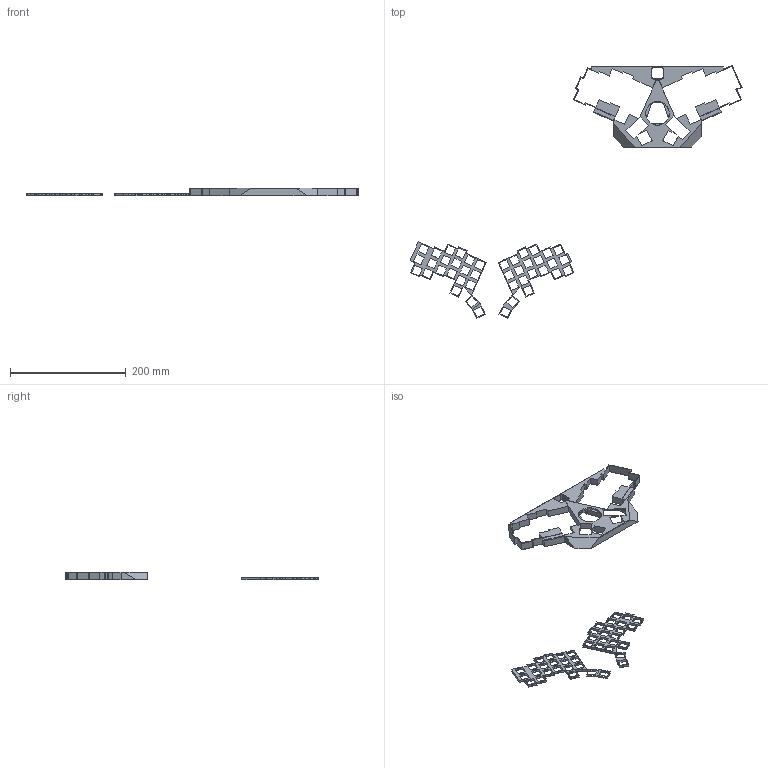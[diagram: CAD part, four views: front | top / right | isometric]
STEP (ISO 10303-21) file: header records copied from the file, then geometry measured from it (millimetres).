
FILE_DESCRIPTION(/* description */ (''),/* implementation_level */ '2;1');
FILE_NAME(/* name */ 'case.step',/* time_stamp */ '2024-09-21T00:54:51-07:00',/* author */ (''),/* organization */ (''),/* preprocessor_version */ 'ST-DEVELOPER v20',/* originating_system */ 'Autodesk Translation Framework v13.14.0.145',/* authorisation */ '');
FILE_SCHEMA (('AUTOMOTIVE_DESIGN { 1 0 10303 214 3 1 1 }'));
Length unit declared in the file: millimetre
Products named in the file (1): hammerhead
Bounding box: 572.5 x 436.33 x 13.6 mm (x, y, z)
Volume: 152790.5 mm3; surface area: 81721.3 mm2
Topology: 4 solids, 4 shells, 1121 faces, 3116 edges, 2064 vertices
Faces by surface type: plane 982, cylinder 133, cone 6
Full cylindrical faces by diameter (mm): 2.66 x11, 5.8 x9
Entity records: 35670 total; most frequent: CARTESIAN_POINT 6338, ORIENTED_EDGE 6232, DIRECTION 5614, EDGE_CURVE 3116, LINE 2854, VECTOR 2854, VERTEX_POINT 2064, AXIS2_PLACEMENT_3D 1380
